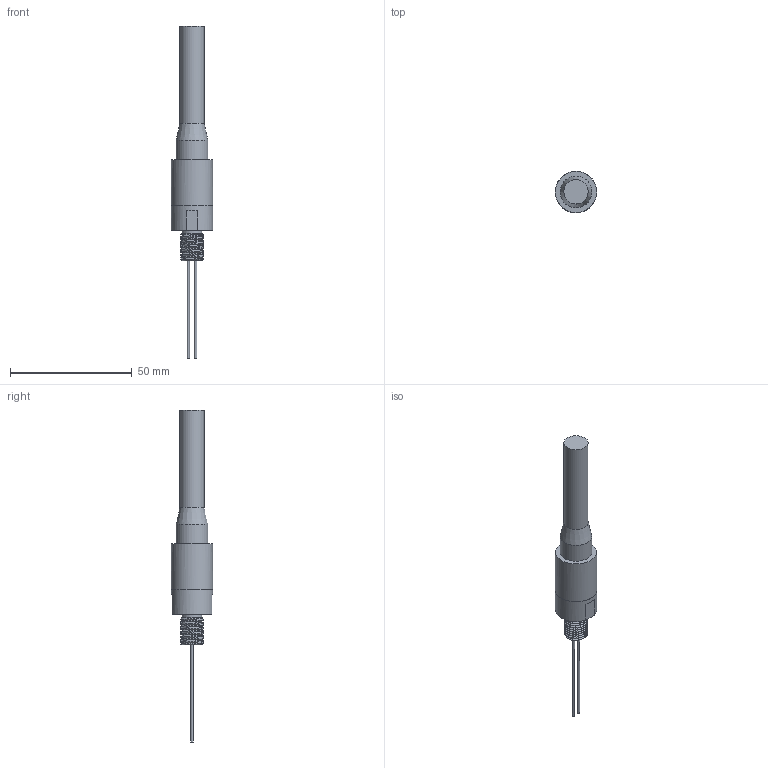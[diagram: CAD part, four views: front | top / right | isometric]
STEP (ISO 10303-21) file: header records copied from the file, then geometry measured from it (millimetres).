
FILE_DESCRIPTION(/* description */ (''),/* implementation_level */ '2;1');
FILE_NAME(/* name */ 'PNAST 3-8.stp',/* time_stamp */ '2014-11-28T11:39:42+01:00',/* author */ ('sh'),/* organization */ (''),/* preprocessor_version */ 'ST-DEVELOPER v15.2',/* originating_system */ 'Autodesk Inventor 2014',/* authorisation */ '');
FILE_SCHEMA (('AUTOMOTIVE_DESIGN { 1 0 10303 214 3 1 1 }'));
Length unit declared in the file: millimetre
Products named in the file (1): PNAST 3-8
Bounding box: 17.01 x 17.01 x 136.5 mm (x, y, z)
Volume: 12233.8 mm3; surface area: 4726.1 mm2
Topology: 1 solids, 1 shells, 30 faces, 60 edges, 40 vertices
Faces by surface type: plane 15, cylinder 10, cone 3, bspline 2
Full cylindrical faces by diameter (mm): 1 x2, 8.1 x1, 10 x1, 11 x1, 13 x1, 15.3 x1, 17 x1, 17.01 x1
Entity records: 1697 total; most frequent: CARTESIAN_POINT 1055, DIRECTION 120, ORIENTED_EDGE 94, AXIS2_PLACEMENT_3D 54, EDGE_LOOP 48, EDGE_CURVE 47, VERTEX_POINT 37, STYLED_ITEM 30
